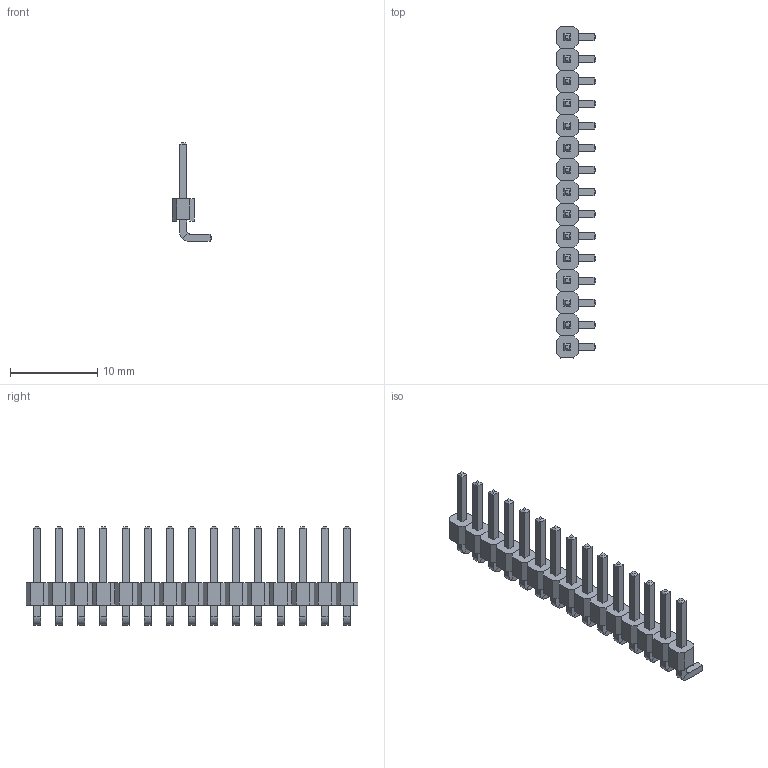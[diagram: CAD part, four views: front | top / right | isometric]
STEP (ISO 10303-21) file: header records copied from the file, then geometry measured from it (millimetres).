
FILE_DESCRIPTION(('FreeCAD Model'),'2;1');
FILE_NAME( '1x15_90.stp', '2015-04-12T20:59:43',('FreeCAD'),('FreeCAD'), 'Open CASCADE STEP processor 6.7','FreeCAD','Unknown');
FILE_SCHEMA(('AUTOMOTIVE_DESIGN_CC2 { 1 2 10303 214 -1 1 5 4 }'));
Length unit declared in the file: millimetre
Products named in the file (2): Array001; Array
Bounding box: 4.54 x 38.1 x 11.34 mm (x, y, z)
Volume: 324.2 mm3; surface area: 1292.8 mm2
Topology: 30 solids, 30 shells, 570 faces, 1350 edges, 840 vertices
Faces by surface type: plane 540, cylinder 30
Entity records: 33810 total; most frequent: CARTESIAN_POINT 5971, DIRECTION 5102, LINE 3660, VECTOR 3660, ORIENTED_EDGE 2700, PCURVE 2700, DEFINITIONAL_REPRESENTATION 2700, EDGE_CURVE 1350
